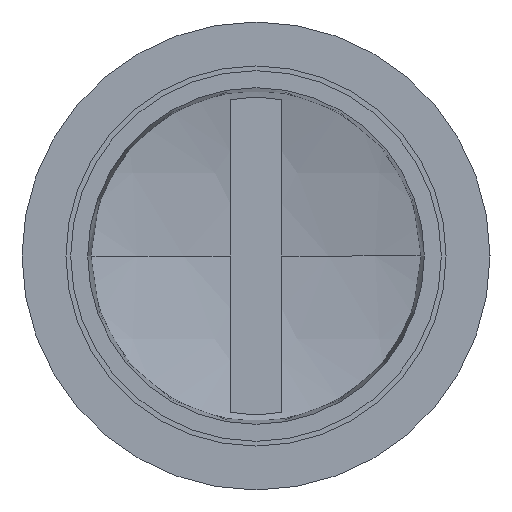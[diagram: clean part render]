
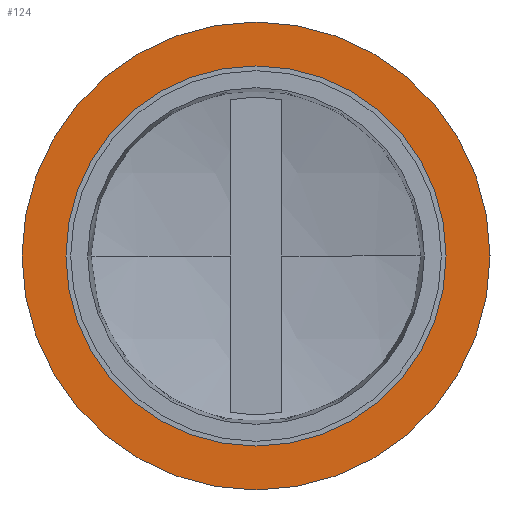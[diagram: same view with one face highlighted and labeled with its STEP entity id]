
A CAD part, front view. The second image highlights one B-rep face of the part: STEP entity #124.
In plain terms, the highlighted planar face has unit normal (0, -1, 0).
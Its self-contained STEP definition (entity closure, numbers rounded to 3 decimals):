
#17 = AXIS2_PLACEMENT_3D ( 'NONE', #362, #416, #419 ) ;
#25 = PLANE ( 'NONE',  #222 ) ;
#32 = CARTESIAN_POINT ( 'NONE',  ( 29.65, -2.5, 0. ) ) ;
#43 = CARTESIAN_POINT ( 'NONE',  ( -29.65, -2.5, 0. ) ) ;
#52 = AXIS2_PLACEMENT_3D ( 'NONE', #620, #415, #88 ) ;
#85 = DIRECTION ( 'NONE',  ( 0., -1., 0. ) ) ;
#88 = DIRECTION ( 'NONE',  ( -1., 0., 0. ) ) ;
#95 = AXIS2_PLACEMENT_3D ( 'NONE', #683, #575, #107 ) ;
#103 = FACE_OUTER_BOUND ( 'NONE', #494, .T. ) ;
#104 = DIRECTION ( 'NONE',  ( 0., 1., 0. ) ) ;
#105 = ORIENTED_EDGE ( 'NONE', *, *, #336, .T. ) ;
#107 = DIRECTION ( 'NONE',  ( -1., 0., 0. ) ) ;
#124 = ADVANCED_FACE ( 'NONE', ( #388, #103 ), #25, .T. ) ;
#148 = EDGE_CURVE ( 'NONE', #581, #514, #440, .T. ) ;
#151 = VERTEX_POINT ( 'NONE', #32 ) ;
#165 = DIRECTION ( 'NONE',  ( -1., 0., 0. ) ) ;
#181 = VERTEX_POINT ( 'NONE', #43 ) ;
#212 = EDGE_LOOP ( 'NONE', ( #295, #105 ) ) ;
#216 = EDGE_CURVE ( 'NONE', #514, #581, #518, .T. ) ;
#222 = AXIS2_PLACEMENT_3D ( 'NONE', #404, #85, #253 ) ;
#253 = DIRECTION ( 'NONE',  ( 1., 0., 0. ) ) ;
#274 = ORIENTED_EDGE ( 'NONE', *, *, #148, .F. ) ;
#295 = ORIENTED_EDGE ( 'NONE', *, *, #621, .T. ) ;
#322 = CARTESIAN_POINT ( 'NONE',  ( 0., -2.5, 0. ) ) ;
#336 = EDGE_CURVE ( 'NONE', #151, #181, #373, .T. ) ;
#362 = CARTESIAN_POINT ( 'NONE',  ( 0., -2.5, 0. ) ) ;
#365 = CARTESIAN_POINT ( 'NONE',  ( 36.5, -2.5, 0. ) ) ;
#373 = CIRCLE ( 'NONE', #52, 29.65 ) ;
#388 = FACE_BOUND ( 'NONE', #212, .T. ) ;
#404 = CARTESIAN_POINT ( 'NONE',  ( -29.65, -2.5, 0. ) ) ;
#415 = DIRECTION ( 'NONE',  ( 0., 1., 0. ) ) ;
#416 = DIRECTION ( 'NONE',  ( 0., 1., 0. ) ) ;
#419 = DIRECTION ( 'NONE',  ( -1., 0., 0. ) ) ;
#421 = AXIS2_PLACEMENT_3D ( 'NONE', #322, #104, #165 ) ;
#440 = CIRCLE ( 'NONE', #17, 36.5 ) ;
#478 = ORIENTED_EDGE ( 'NONE', *, *, #216, .F. ) ;
#494 = EDGE_LOOP ( 'NONE', ( #478, #274 ) ) ;
#514 = VERTEX_POINT ( 'NONE', #666 ) ;
#518 = CIRCLE ( 'NONE', #421, 36.5 ) ;
#575 = DIRECTION ( 'NONE',  ( 0., 1., 0. ) ) ;
#581 = VERTEX_POINT ( 'NONE', #365 ) ;
#587 = CIRCLE ( 'NONE', #95, 29.65 ) ;
#620 = CARTESIAN_POINT ( 'NONE',  ( 0., -2.5, 0. ) ) ;
#621 = EDGE_CURVE ( 'NONE', #181, #151, #587, .T. ) ;
#666 = CARTESIAN_POINT ( 'NONE',  ( -36.5, -2.5, 0. ) ) ;
#683 = CARTESIAN_POINT ( 'NONE',  ( 0., -2.5, 0. ) ) ;
